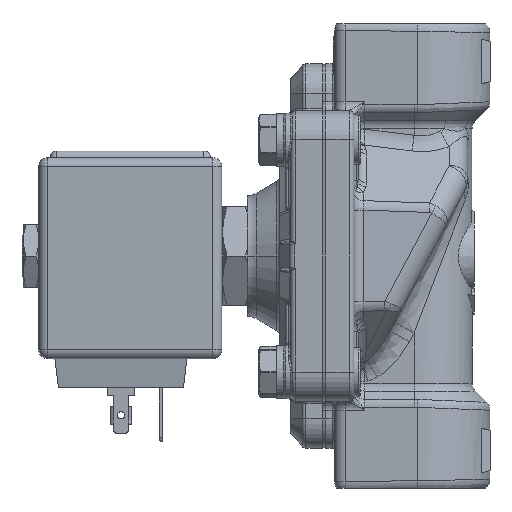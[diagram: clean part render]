
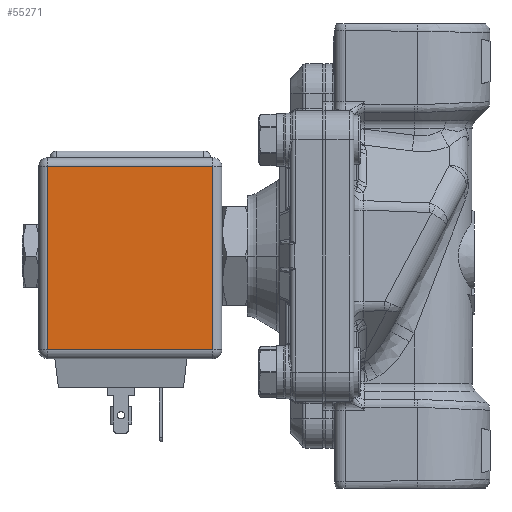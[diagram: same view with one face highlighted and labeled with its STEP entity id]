
A CAD part, left-side view. The second image highlights one B-rep face of the part: STEP entity #55271.
In plain terms, the highlighted face is planar.
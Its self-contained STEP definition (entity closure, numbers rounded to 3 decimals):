
#54358=DIRECTION('',(1.,0.,0.));
#54359=VECTOR('',#54358,41.);
#54360=CARTESIAN_POINT('',(-20.,2.,17.25));
#54361=LINE('',#54360,#54359);
#54372=DIRECTION('',(0.,0.,-1.));
#54373=VECTOR('',#54372,37.);
#54374=CARTESIAN_POINT('',(21.,2.,17.25));
#54375=LINE('',#54374,#54373);
#54554=DIRECTION('',(-1.,0.,0.));
#54555=VECTOR('',#54554,41.);
#54556=CARTESIAN_POINT('',(21.,2.,-19.75));
#54557=LINE('',#54556,#54555);
#54660=DIRECTION('',(0.,0.,1.));
#54661=VECTOR('',#54660,37.);
#54662=CARTESIAN_POINT('',(-20.,2.,-19.75));
#54663=LINE('',#54662,#54661);
#55034=CARTESIAN_POINT('',(-20.,2.,-19.75));
#55035=VERTEX_POINT('',#55034);
#55036=CARTESIAN_POINT('',(21.,2.,-19.75));
#55037=VERTEX_POINT('',#55036);
#55040=CARTESIAN_POINT('',(21.,2.,17.25));
#55041=VERTEX_POINT('',#55040);
#55042=CARTESIAN_POINT('',(-20.,2.,17.25));
#55043=VERTEX_POINT('',#55042);
#55257=CARTESIAN_POINT('',(0.5,2.,-1.25));
#55258=DIRECTION('',(0.,1.,0.));
#55259=DIRECTION('',(-1.,0.,0.));
#55260=AXIS2_PLACEMENT_3D('',#55257,#55258,#55259);
#55261=PLANE('',#55260);
#55263=ORIENTED_EDGE('',*,*,#55262,.T.);
#55265=ORIENTED_EDGE('',*,*,#55264,.T.);
#55267=ORIENTED_EDGE('',*,*,#55266,.T.);
#55268=ORIENTED_EDGE('',*,*,#55240,.T.);
#55269=EDGE_LOOP('',(#55263,#55265,#55267,#55268));
#55270=FACE_OUTER_BOUND('',#55269,.F.);
#55271=ADVANCED_FACE('',(#55270),#55261,.F.);
#55240=EDGE_CURVE('',#55043,#55041,#54361,.T.);
#55262=EDGE_CURVE('',#55041,#55037,#54375,.T.);
#55264=EDGE_CURVE('',#55037,#55035,#54557,.T.);
#55266=EDGE_CURVE('',#55035,#55043,#54663,.T.);
